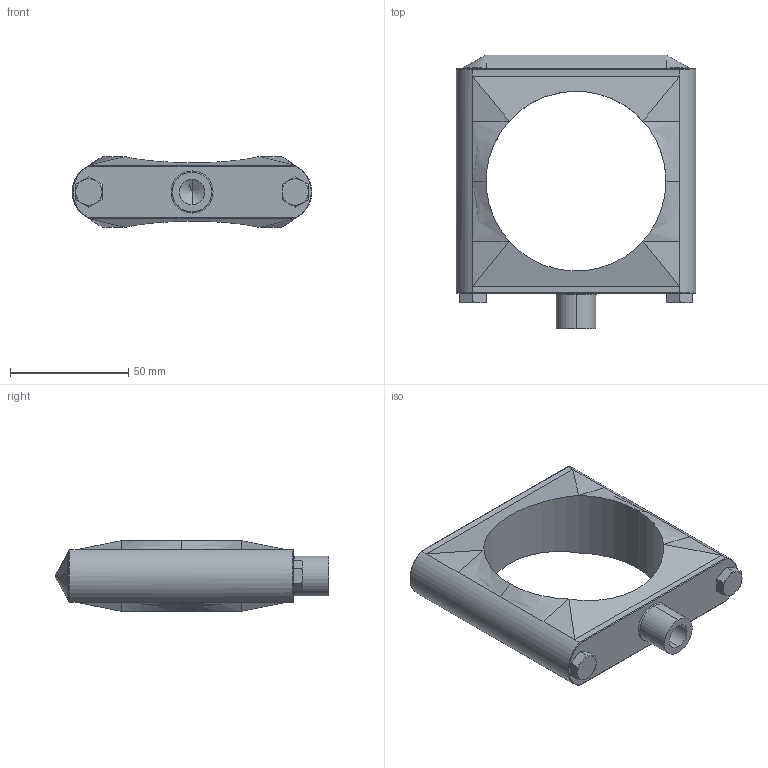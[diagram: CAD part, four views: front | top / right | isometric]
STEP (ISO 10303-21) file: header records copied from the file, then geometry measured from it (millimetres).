
FILE_DESCRIPTION (( 'STEP AP214' ), '1' );
FILE_NAME ('CSDBMTC3.0T304ZP.STEP', '2023-07-08T16:53:50', ( '' ), ( '' ), 'SwSTEP 2.0', 'SolidWorks 2018', '' );
FILE_SCHEMA (( 'AUTOMOTIVE_DESIGN' ));
Length unit declared in the file: inch
Products named in the file (1): CSDBMTC3.0T304ZP
Bounding box: 101.3 x 115.86 x 29.85 mm (x, y, z)
Volume: 122465.1 mm3; surface area: 25786.1 mm2
Topology: 1 solids, 1 shells, 93 faces, 212 edges, 121 vertices
Faces by surface type: plane 36, cone 18, cylinder 15, bspline 12, torus 10, sphere 2
Entity records: 3214 total; most frequent: CARTESIAN_POINT 1209, ORIENTED_EDGE 420, DIRECTION 370, EDGE_CURVE 210, AXIS2_PLACEMENT_3D 138, VERTEX_POINT 121, EDGE_LOOP 97, VECTOR 94
